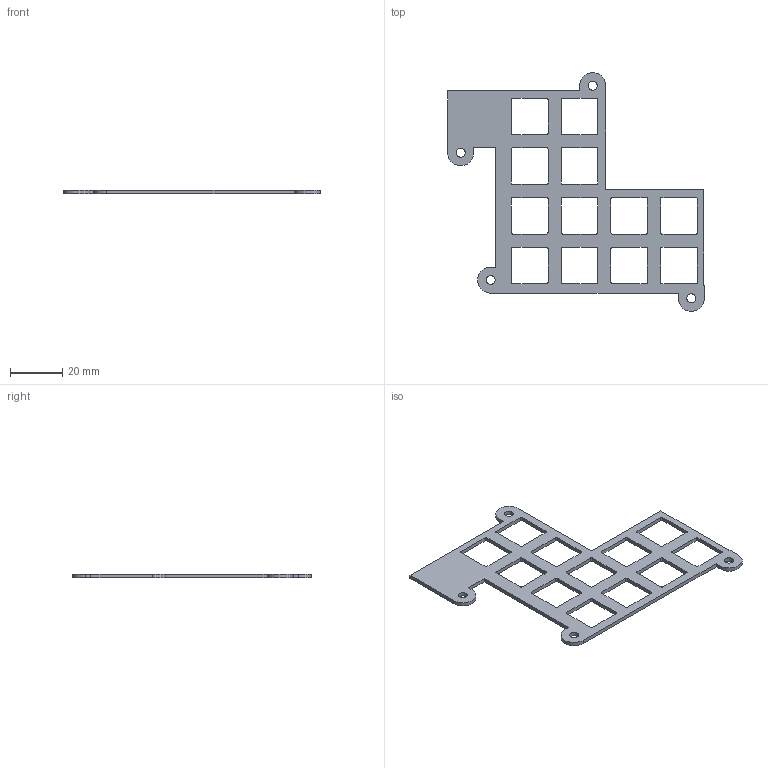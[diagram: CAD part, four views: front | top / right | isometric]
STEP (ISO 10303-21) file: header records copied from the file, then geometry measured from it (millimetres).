
FILE_DESCRIPTION(/* description */ (''),/* implementation_level */ '2;1');
FILE_NAME(/* name */ 'CASE_TOP.step',/* time_stamp */ '2026-02-01T23:27:34+05:30',/* author */ (''),/* organization */ (''),/* preprocessor_version */ 'ST-DEVELOPER v20.1',/* originating_system */ 'Autodesk Translation Framework v14.24.0.0',/* authorisation */ '');
FILE_SCHEMA (('AUTOMOTIVE_DESIGN { 1 0 10303 214 3 1 1 }'));
Length unit declared in the file: millimetre
Products named in the file (1): 2026-02-01-22-56-49-186
Bounding box: 98.34 x 91.47 x 1.5 mm (x, y, z)
Volume: 4507.1 mm3; surface area: 7651.7 mm2
Topology: 1 solids, 1 shells, 120 faces, 354 edges, 236 vertices
Faces by surface type: plane 64, cylinder 56
Full cylindrical faces by diameter (mm): 3.4 x4
Entity records: 4127 total; most frequent: CARTESIAN_POINT 711, ORIENTED_EDGE 708, DIRECTION 708, EDGE_CURVE 354, LINE 242, VECTOR 242, VERTEX_POINT 236, AXIS2_PLACEMENT_3D 233
